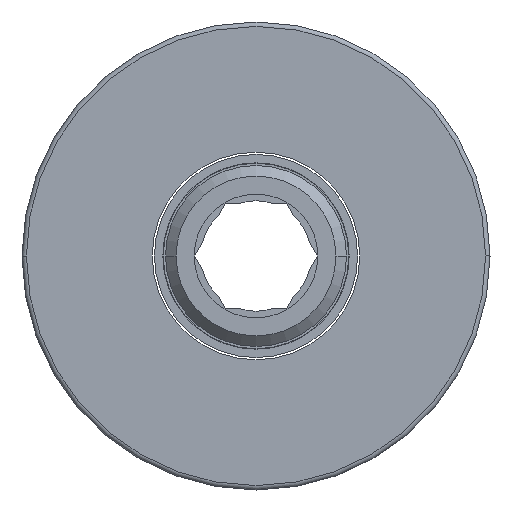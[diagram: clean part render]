
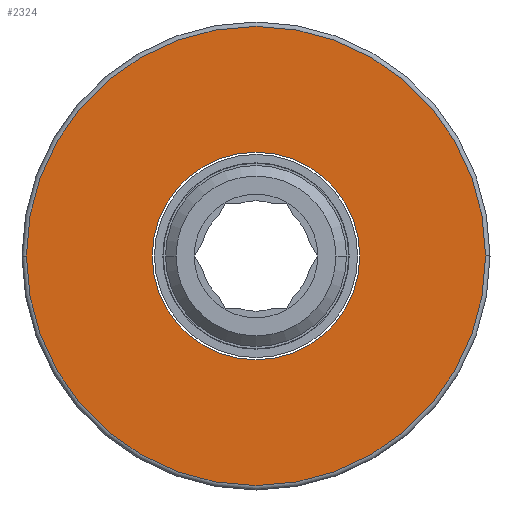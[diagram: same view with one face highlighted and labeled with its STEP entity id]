
A CAD part, left-side view. The second image highlights one B-rep face of the part: STEP entity #2324.
In plain terms, the highlighted face is planar.
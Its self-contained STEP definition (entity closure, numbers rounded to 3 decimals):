
#2067=CARTESIAN_POINT('',(18.,0.,0.));
#2068=DIRECTION('',(-1.,0.,0.));
#2069=DIRECTION('',(0.,1.,0.));
#2070=AXIS2_PLACEMENT_3D('',#2067,#2068,#2069);
#2072=CARTESIAN_POINT('',(18.,0.,0.));
#2073=DIRECTION('',(1.,0.,0.));
#2074=DIRECTION('',(0.,1.,0.));
#2075=AXIS2_PLACEMENT_3D('',#2072,#2073,#2074);
#2077=CARTESIAN_POINT('',(18.,0.,0.));
#2078=DIRECTION('',(-1.,0.,0.));
#2079=DIRECTION('',(0.,1.,0.));
#2080=AXIS2_PLACEMENT_3D('',#2077,#2078,#2079);
#2082=CARTESIAN_POINT('',(18.,0.,0.));
#2083=DIRECTION('',(-1.,0.,0.));
#2084=DIRECTION('',(0.,-1.,0.));
#2085=AXIS2_PLACEMENT_3D('',#2082,#2083,#2084);
#2272=CARTESIAN_POINT('',(18.,11.75,0.));
#2274=VERTEX_POINT('',#2272);
#2292=CARTESIAN_POINT('',(18.,-11.75,0.));
#2294=VERTEX_POINT('',#2292);
#2303=CARTESIAN_POINT('',(18.,26.,0.));
#2304=CARTESIAN_POINT('',(18.,-26.,0.));
#2305=VERTEX_POINT('',#2303);
#2306=VERTEX_POINT('',#2304);
#2307=CARTESIAN_POINT('',(18.,0.,0.));
#2308=DIRECTION('',(1.,0.,0.));
#2309=DIRECTION('',(0.,-1.,0.));
#2310=AXIS2_PLACEMENT_3D('',#2307,#2308,#2309);
#2311=PLANE('',#2310);
#2313=ORIENTED_EDGE('',*,*,#2312,.T.);
#2315=ORIENTED_EDGE('',*,*,#2314,.T.);
#2316=EDGE_LOOP('',(#2313,#2315));
#2317=FACE_OUTER_BOUND('',#2316,.F.);
#2319=ORIENTED_EDGE('',*,*,#2318,.F.);
#2321=ORIENTED_EDGE('',*,*,#2320,.T.);
#2322=EDGE_LOOP('',(#2319,#2321));
#2323=FACE_BOUND('',#2322,.F.);
#2071=CIRCLE('',#2070,11.75);
#2076=CIRCLE('',#2075,11.75);
#2081=CIRCLE('',#2080,26.);
#2086=CIRCLE('',#2085,26.);
#2312=EDGE_CURVE('',#2305,#2306,#2081,.T.);
#2314=EDGE_CURVE('',#2306,#2305,#2086,.T.);
#2318=EDGE_CURVE('',#2274,#2294,#2071,.T.);
#2320=EDGE_CURVE('',#2274,#2294,#2076,.T.);
#2324=ADVANCED_FACE('',(#2317,#2323),#2311,.T.);
